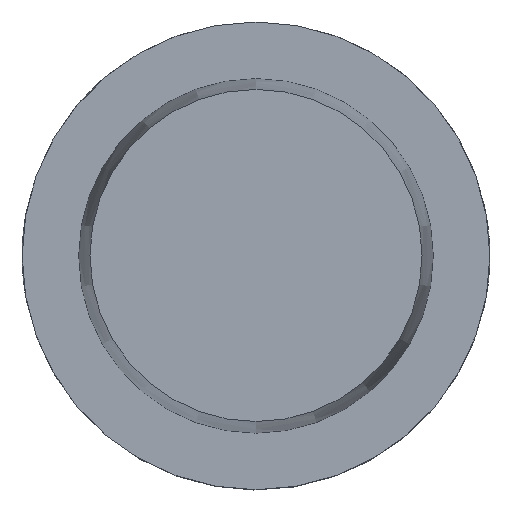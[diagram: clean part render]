
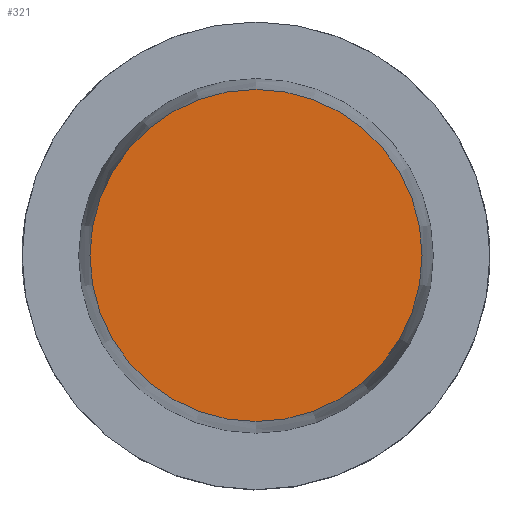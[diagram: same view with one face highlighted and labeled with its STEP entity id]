
A CAD part, top view. The second image highlights one B-rep face of the part: STEP entity #321.
In plain terms, the highlighted planar face has unit normal (0, 0, 1).
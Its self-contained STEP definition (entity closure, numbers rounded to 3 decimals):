
#321=ADVANCED_FACE('240[2]',(#774),#775,.T.);
#349=EDGE_CURVE('240[2]',#811,#811,#812,.T.);
#774=FACE_OUTER_BOUND('',#1551,.T.);
#775=PLANE('',#1552);
#811=VERTEX_POINT('',#1613);
#812=CIRCLE('',#1614,35.5);
#1551=EDGE_LOOP('',(#2293));
#1552=AXIS2_PLACEMENT_3D('',#2294,#2295,#2296);
#1613=CARTESIAN_POINT('',(0.,35.5,50.0));
#1614=AXIS2_PLACEMENT_3D('',#2345,#2346,#2347);
#2293=ORIENTED_EDGE('',*,*,#349,.F.);
#2294=CARTESIAN_POINT('',(0.,17.75,50.0));
#2295=DIRECTION('',(0.,0.,1.0));
#2296=DIRECTION('',(1.0,0.,0.0));
#2345=CARTESIAN_POINT('',(0.,0.,50.0));
#2346=DIRECTION('',(0.,0.,-1.0));
#2347=DIRECTION('',(0.,1.0,0.));
